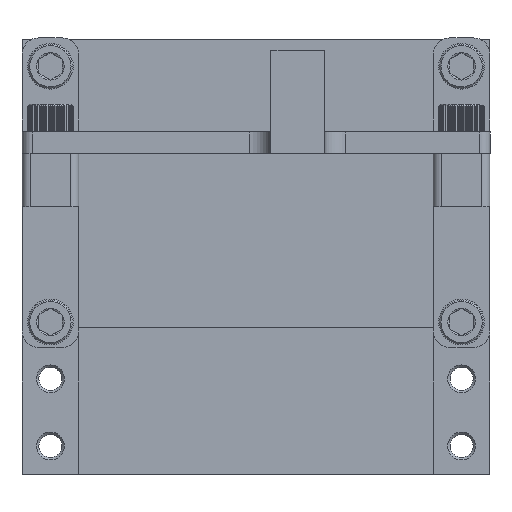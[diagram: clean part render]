
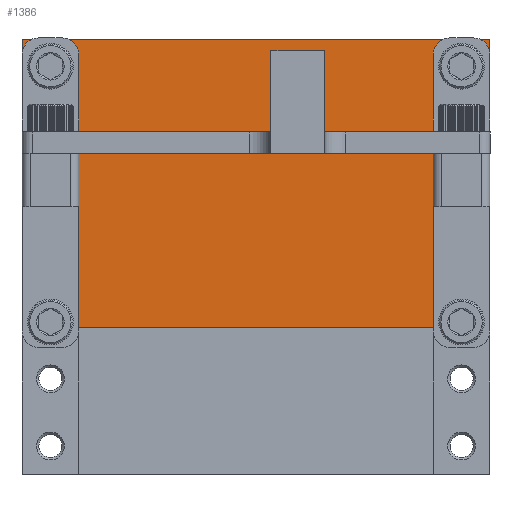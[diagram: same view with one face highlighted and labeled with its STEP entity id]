
A CAD part, front view. The second image highlights one B-rep face of the part: STEP entity #1386.
In plain terms, the highlighted planar face has unit normal (0, -1, 0).
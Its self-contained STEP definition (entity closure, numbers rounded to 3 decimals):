
#1003=FACE_OUTER_BOUND('',#2805,.T.);
#1386=ADVANCED_FACE('',(#1003),#1556,.T.);
#1556=PLANE('',#7033);
#1874=LINE('',#13076,#2200);
#1877=LINE('',#13082,#2203);
#1880=LINE('',#13088,#2206);
#1883=LINE('',#13093,#2209);
#2200=VECTOR('',#8686,1.);
#2203=VECTOR('',#8691,1.);
#2206=VECTOR('',#8696,1.);
#2209=VECTOR('',#8701,1.);
#2805=EDGE_LOOP('',(#4599,#4600,#4601,#4602));
#4599=ORIENTED_EDGE('',*,*,#6071,.T.);
#4600=ORIENTED_EDGE('',*,*,#6080,.T.);
#4601=ORIENTED_EDGE('',*,*,#6077,.T.);
#4602=ORIENTED_EDGE('',*,*,#6074,.T.);
#5175=VERTEX_POINT('',#13075);
#5176=VERTEX_POINT('',#13077);
#5178=VERTEX_POINT('',#13083);
#5180=VERTEX_POINT('',#13089);
#6071=EDGE_CURVE('',#5176,#5175,#1874,.T.);
#6074=EDGE_CURVE('',#5178,#5176,#1877,.T.);
#6077=EDGE_CURVE('',#5180,#5178,#1880,.T.);
#6080=EDGE_CURVE('',#5175,#5180,#1883,.T.);
#7033=AXIS2_PLACEMENT_3D('',#13095,#8704,#8705);
#8686=DIRECTION('',(0.,0.,-1.));
#8691=DIRECTION('',(-1.,0.,0.));
#8696=DIRECTION('',(0.,0.,1.));
#8701=DIRECTION('',(1.,0.,0.));
#8704=DIRECTION('',(0.,-1.,0.));
#8705=DIRECTION('',(0.,0.,1.));
#13075=CARTESIAN_POINT('',(-35.,-24.925,-35.));
#13076=CARTESIAN_POINT('',(-35.,-24.925,-35.));
#13077=CARTESIAN_POINT('',(-35.,-24.925,8.));
#13082=CARTESIAN_POINT('',(-35.,-24.925,8.));
#13083=CARTESIAN_POINT('',(35.,-24.925,8.));
#13088=CARTESIAN_POINT('',(35.,-24.925,8.));
#13089=CARTESIAN_POINT('',(35.,-24.925,-35.));
#13093=CARTESIAN_POINT('',(35.,-24.925,-35.));
#13095=CARTESIAN_POINT('',(0.,-24.925,0.));
